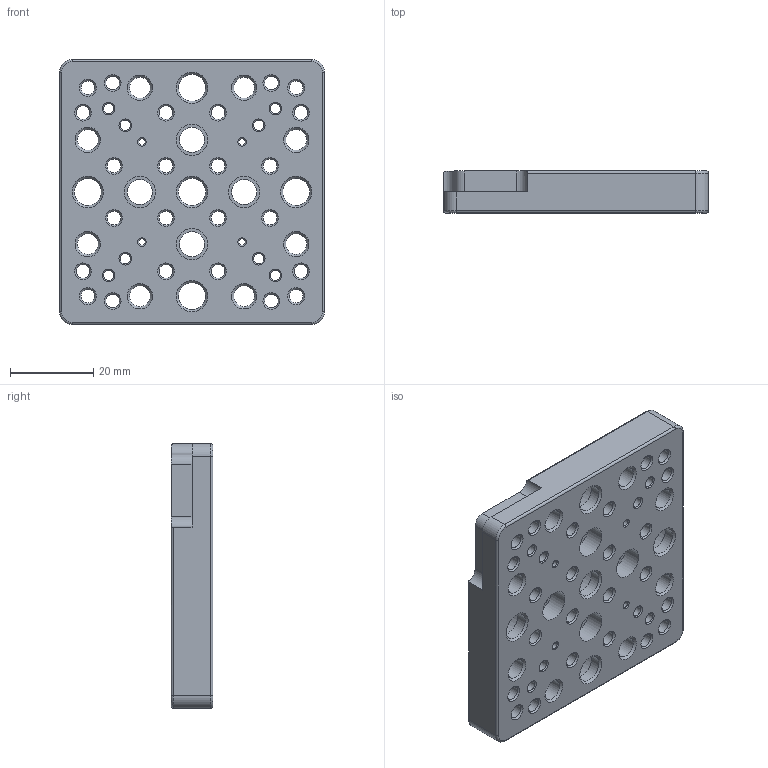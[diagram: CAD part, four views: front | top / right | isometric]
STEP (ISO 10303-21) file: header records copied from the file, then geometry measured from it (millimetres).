
FILE_DESCRIPTION (( 'STEP AP203' ), '1' );
FILE_NAME ('63.5-63.5-10-B-蛌諉啣 .STEP', '2025-05-19T03:21:47', ( 'Windows User' ), ( 'P R C' ), 'SwSTEP 2.0', 'SolidWorks 2020', '' );
FILE_SCHEMA (( 'CONFIG_CONTROL_DESIGN' ));
Length unit declared in the file: millimetre
Products named in the file (1): 63.5-63.5-10-B-蛌諉啣 
Bounding box: 63.5 x 10 x 63.5 mm (x, y, z)
Volume: 29897.7 mm3; surface area: 15806 mm2
Topology: 1 solids, 1 shells, 161 faces, 384 edges, 234 vertices
Faces by surface type: cylinder 80, cone 54, plane 21, torus 6
Full cylindrical faces by diameter (mm): 1.6 x4, 2.5 x8, 3.3 x24, 5 x8, 6 x4, 6.5 x5, 7.5 x4, 11 x5
Entity records: 4407 total; most frequent: DIRECTION 804, CARTESIAN_POINT 684, ORIENTED_EDGE 536, EDGE_LOOP 392, AXIS2_PLACEMENT_3D 378, EDGE_CURVE 268, VERTEX_POINT 234, FACE_OUTER_BOUND 223
